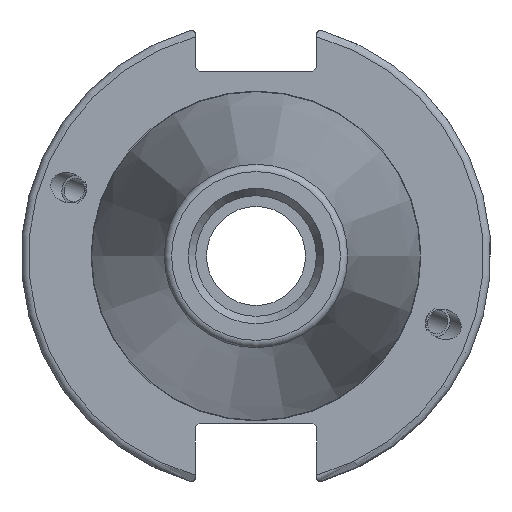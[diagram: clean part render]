
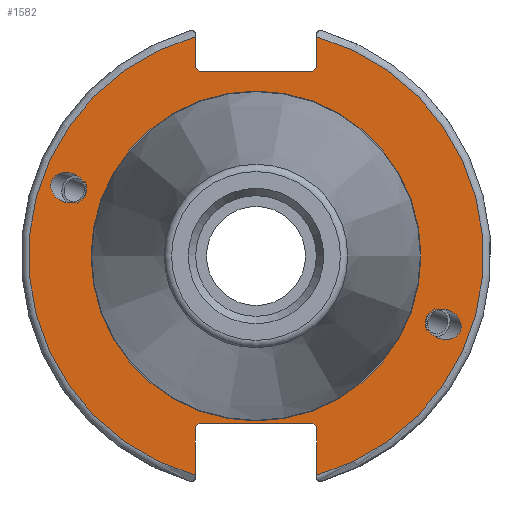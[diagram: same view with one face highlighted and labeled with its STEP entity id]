
A CAD part, left-side view. The second image highlights one B-rep face of the part: STEP entity #1582.
In plain terms, the highlighted planar face has unit normal (-1, 0, 0).
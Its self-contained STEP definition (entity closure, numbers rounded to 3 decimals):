
#55=FACE_BOUND('',#336,.T.);
#56=FACE_BOUND('',#337,.T.);
#57=FACE_BOUND('',#338,.T.);
#74=PLANE('',#1763);
#143=ELLIPSE('',#1712,2.442,2.);
#152=ELLIPSE('',#1755,2.442,2.);
#229=FACE_OUTER_BOUND('',#335,.T.);
#335=EDGE_LOOP('',(#1283,#1284,#1285,#1286,#1287,#1288,#1289,#1290,#1291,
#1292,#1293,#1294));
#336=EDGE_LOOP('',(#1295));
#337=EDGE_LOOP('',(#1296));
#338=EDGE_LOOP('',(#1297));
#435=LINE('',#2856,#531);
#436=LINE('',#2858,#532);
#437=LINE('',#2860,#533);
#438=LINE('',#2862,#534);
#439=LINE('',#2864,#535);
#440=LINE('',#2868,#536);
#441=LINE('',#2870,#537);
#442=LINE('',#2872,#538);
#443=LINE('',#2874,#539);
#444=LINE('',#2875,#540);
#531=VECTOR('',#2114,10.);
#532=VECTOR('',#2115,10.);
#533=VECTOR('',#2116,10.);
#534=VECTOR('',#2117,10.);
#535=VECTOR('',#2118,10.);
#536=VECTOR('',#2121,10.);
#537=VECTOR('',#2122,10.);
#538=VECTOR('',#2123,10.);
#539=VECTOR('',#2124,10.);
#540=VECTOR('',#2125,10.);
#623=CIRCLE('',#1761,22.3);
#625=CIRCLE('',#1764,30.75);
#626=CIRCLE('',#1765,30.75);
#710=VERTEX_POINT('',#2653);
#750=VERTEX_POINT('',#2836);
#754=VERTEX_POINT('',#2847);
#755=VERTEX_POINT('',#2852);
#756=VERTEX_POINT('',#2853);
#757=VERTEX_POINT('',#2855);
#758=VERTEX_POINT('',#2857);
#759=VERTEX_POINT('',#2859);
#760=VERTEX_POINT('',#2861);
#761=VERTEX_POINT('',#2863);
#762=VERTEX_POINT('',#2865);
#763=VERTEX_POINT('',#2867);
#764=VERTEX_POINT('',#2869);
#765=VERTEX_POINT('',#2871);
#766=VERTEX_POINT('',#2873);
#887=EDGE_CURVE('',#710,#710,#143,.T.);
#943=EDGE_CURVE('',#750,#750,#152,.T.);
#948=EDGE_CURVE('',#754,#754,#623,.T.);
#950=EDGE_CURVE('',#755,#756,#625,.T.);
#951=EDGE_CURVE('',#755,#757,#435,.T.);
#952=EDGE_CURVE('',#758,#757,#436,.T.);
#953=EDGE_CURVE('',#758,#759,#437,.T.);
#954=EDGE_CURVE('',#760,#759,#438,.T.);
#955=EDGE_CURVE('',#760,#761,#439,.T.);
#956=EDGE_CURVE('',#762,#761,#626,.T.);
#957=EDGE_CURVE('',#762,#763,#440,.T.);
#958=EDGE_CURVE('',#764,#763,#441,.T.);
#959=EDGE_CURVE('',#764,#765,#442,.T.);
#960=EDGE_CURVE('',#766,#765,#443,.T.);
#961=EDGE_CURVE('',#766,#756,#444,.T.);
#1283=ORIENTED_EDGE('',*,*,#950,.F.);
#1284=ORIENTED_EDGE('',*,*,#951,.T.);
#1285=ORIENTED_EDGE('',*,*,#952,.F.);
#1286=ORIENTED_EDGE('',*,*,#953,.T.);
#1287=ORIENTED_EDGE('',*,*,#954,.F.);
#1288=ORIENTED_EDGE('',*,*,#955,.T.);
#1289=ORIENTED_EDGE('',*,*,#956,.F.);
#1290=ORIENTED_EDGE('',*,*,#957,.T.);
#1291=ORIENTED_EDGE('',*,*,#958,.F.);
#1292=ORIENTED_EDGE('',*,*,#959,.T.);
#1293=ORIENTED_EDGE('',*,*,#960,.F.);
#1294=ORIENTED_EDGE('',*,*,#961,.T.);
#1295=ORIENTED_EDGE('',*,*,#887,.T.);
#1296=ORIENTED_EDGE('',*,*,#943,.T.);
#1297=ORIENTED_EDGE('',*,*,#948,.F.);
#1582=ADVANCED_FACE('',(#229,#55,#56,#57),#74,.T.);
#1712=AXIS2_PLACEMENT_3D('',#2655,#1990,#1991);
#1755=AXIS2_PLACEMENT_3D('',#2838,#2093,#2094);
#1761=AXIS2_PLACEMENT_3D('',#2849,#2106,#2107);
#1763=AXIS2_PLACEMENT_3D('',#2851,#2110,#2111);
#1764=AXIS2_PLACEMENT_3D('',#2854,#2112,#2113);
#1765=AXIS2_PLACEMENT_3D('',#2866,#2119,#2120);
#1990=DIRECTION('center_axis',(1.,0.,0.));
#1991=DIRECTION('ref_axis',(0.,-0.94,-0.342));
#2093=DIRECTION('center_axis',(1.,0.,0.));
#2094=DIRECTION('ref_axis',(0.,0.94,0.342));
#2106=DIRECTION('center_axis',(-1.,0.,0.));
#2107=DIRECTION('ref_axis',(0.,-1.,0.));
#2110=DIRECTION('center_axis',(-1.,0.,0.));
#2111=DIRECTION('ref_axis',(0.,0.,1.));
#2112=DIRECTION('center_axis',(1.,0.,0.));
#2113=DIRECTION('ref_axis',(0.,-1.,0.));
#2114=DIRECTION('',(0.,0.,-1.));
#2115=DIRECTION('',(0.,-0.707,0.707));
#2116=DIRECTION('',(0.,1.,0.));
#2117=DIRECTION('',(0.,-0.707,-0.707));
#2118=DIRECTION('',(0.,0.,1.));
#2119=DIRECTION('center_axis',(1.,0.,0.));
#2120=DIRECTION('ref_axis',(0.,1.,0.));
#2121=DIRECTION('',(0.,0.,1.));
#2122=DIRECTION('',(0.,0.707,-0.707));
#2123=DIRECTION('',(0.,-1.,0.));
#2124=DIRECTION('',(0.,0.707,0.707));
#2125=DIRECTION('',(0.,0.,-1.));
#2653=CARTESIAN_POINT('',(3.175,-23.077,-8.399));
#2655=CARTESIAN_POINT('Origin',(3.175,-25.372,-9.235));
#2836=CARTESIAN_POINT('',(3.175,23.077,8.399));
#2838=CARTESIAN_POINT('Origin',(3.175,25.372,9.235));
#2847=CARTESIAN_POINT('',(3.175,0.,22.3));
#2849=CARTESIAN_POINT('Origin',(3.175,0.,0.));
#2851=CARTESIAN_POINT('Origin',(3.175,31.75,0.));
#2852=CARTESIAN_POINT('',(3.175,-8.19,29.639));
#2853=CARTESIAN_POINT('',(3.175,-8.19,-29.639));
#2854=CARTESIAN_POINT('Origin',(3.175,0.,0.));
#2855=CARTESIAN_POINT('',(3.175,-8.19,25.5));
#2856=CARTESIAN_POINT('',(3.175,-8.19,12.5));
#2857=CARTESIAN_POINT('',(3.175,-7.69,25.));
#2858=CARTESIAN_POINT('',(3.175,8.295,9.015));
#2859=CARTESIAN_POINT('',(3.175,7.69,25.));
#2860=CARTESIAN_POINT('',(3.175,15.875,25.));
#2861=CARTESIAN_POINT('',(3.175,8.19,25.5));
#2862=CARTESIAN_POINT('',(3.175,7.58,24.89));
#2863=CARTESIAN_POINT('',(3.175,8.19,29.639));
#2864=CARTESIAN_POINT('',(3.175,8.19,12.5));
#2865=CARTESIAN_POINT('',(3.175,8.19,-29.639));
#2866=CARTESIAN_POINT('Origin',(3.175,0.,0.));
#2867=CARTESIAN_POINT('',(3.175,8.19,-23.1));
#2868=CARTESIAN_POINT('',(3.175,8.19,-11.3));
#2869=CARTESIAN_POINT('',(3.175,7.69,-22.6));
#2870=CARTESIAN_POINT('',(3.175,8.18,-23.09));
#2871=CARTESIAN_POINT('',(3.175,-7.69,-22.6));
#2872=CARTESIAN_POINT('',(3.175,15.875,-22.6));
#2873=CARTESIAN_POINT('',(3.175,-8.19,-23.1));
#2874=CARTESIAN_POINT('',(3.175,7.695,-7.215));
#2875=CARTESIAN_POINT('',(3.175,-8.19,-11.3));
